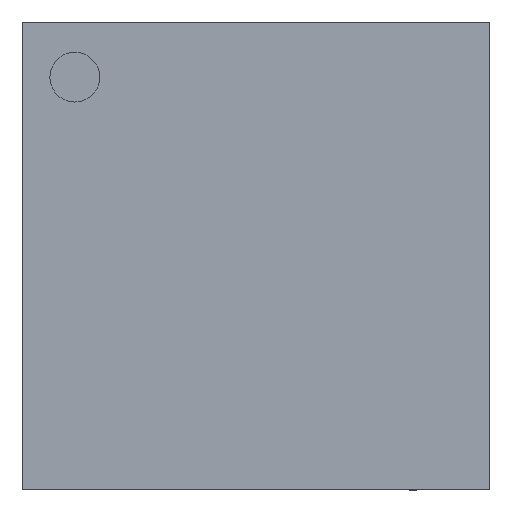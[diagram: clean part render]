
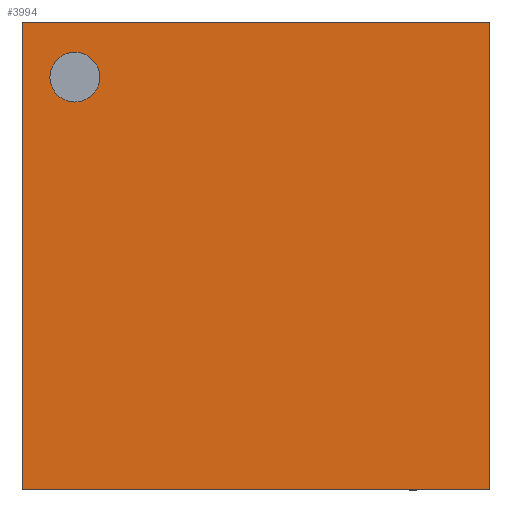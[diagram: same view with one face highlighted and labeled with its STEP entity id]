
A CAD part, top view. The second image highlights one B-rep face of the part: STEP entity #3994.
In plain terms, the highlighted planar face has unit normal (0, 0, 1).
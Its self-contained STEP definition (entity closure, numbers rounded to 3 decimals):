
#79 = DIRECTION ( 'NONE',  ( -1., 0., 0. ) ) ;
#122 = VECTOR ( 'NONE', #5443, 1000. ) ;
#157 = VERTEX_POINT ( 'NONE', #1778 ) ;
#485 = FACE_BOUND ( 'NONE', #5605, .T. ) ;
#642 = ORIENTED_EDGE ( 'NONE', *, *, #4986, .F. ) ;
#657 = ORIENTED_EDGE ( 'NONE', *, *, #1832, .F. ) ;
#683 = VECTOR ( 'NONE', #2567, 1000. ) ;
#885 = AXIS2_PLACEMENT_3D ( 'NONE', #5179, #4797, #3867 ) ;
#1004 = EDGE_CURVE ( 'NONE', #1631, #1487, #3381, .T. ) ;
#1006 = DIRECTION ( 'NONE',  ( 0., 0., -1. ) ) ;
#1072 = CIRCLE ( 'NONE', #2841, 0.213 ) ;
#1266 = LINE ( 'NONE', #4792, #683 ) ;
#1383 = CARTESIAN_POINT ( 'NONE',  ( -1.336, 1.528, 0.91 ) ) ;
#1458 = ORIENTED_EDGE ( 'NONE', *, *, #3672, .F. ) ;
#1487 = VERTEX_POINT ( 'NONE', #4174 ) ;
#1552 = AXIS2_PLACEMENT_3D ( 'NONE', #5384, #1006, #79 ) ;
#1631 = VERTEX_POINT ( 'NONE', #1383 ) ;
#1658 = LINE ( 'NONE', #2232, #1786 ) ;
#1778 = CARTESIAN_POINT ( 'NONE',  ( 2., 2., 0.91 ) ) ;
#1786 = VECTOR ( 'NONE', #3905, 1000. ) ;
#1832 = EDGE_CURVE ( 'NONE', #3050, #157, #2916, .T. ) ;
#2061 = DIRECTION ( 'NONE',  ( 1., 0., 0. ) ) ;
#2232 = CARTESIAN_POINT ( 'NONE',  ( -2., 2., 0.91 ) ) ;
#2253 = EDGE_CURVE ( 'NONE', #3050, #3010, #1658, .T. ) ;
#2291 = LINE ( 'NONE', #5379, #122 ) ;
#2421 = ORIENTED_EDGE ( 'NONE', *, *, #2253, .T. ) ;
#2567 = DIRECTION ( 'NONE',  ( 0., -1., 0. ) ) ;
#2825 = CARTESIAN_POINT ( 'NONE',  ( -1.549, 1.528, 0.91 ) ) ;
#2841 = AXIS2_PLACEMENT_3D ( 'NONE', #2825, #3315, #2914 ) ;
#2914 = DIRECTION ( 'NONE',  ( 1., 0., 0. ) ) ;
#2916 = LINE ( 'NONE', #5545, #3263 ) ;
#3010 = VERTEX_POINT ( 'NONE', #3702 ) ;
#3050 = VERTEX_POINT ( 'NONE', #3221 ) ;
#3101 = VERTEX_POINT ( 'NONE', #5123 ) ;
#3221 = CARTESIAN_POINT ( 'NONE',  ( -2., 2., 0.91 ) ) ;
#3263 = VECTOR ( 'NONE', #2061, 1000. ) ;
#3315 = DIRECTION ( 'NONE',  ( 0., 0., 1. ) ) ;
#3321 = EDGE_CURVE ( 'NONE', #3010, #3101, #2291, .T. ) ;
#3381 = CIRCLE ( 'NONE', #885, 0.213 ) ;
#3672 = EDGE_CURVE ( 'NONE', #157, #3101, #1266, .T. ) ;
#3702 = CARTESIAN_POINT ( 'NONE',  ( -2., -2., 0.91 ) ) ;
#3867 = DIRECTION ( 'NONE',  ( 1., 0., 0. ) ) ;
#3905 = DIRECTION ( 'NONE',  ( 0., -1., 0. ) ) ;
#3994 = ADVANCED_FACE ( 'NONE', ( #485, #3999 ), #4958, .F. ) ;
#3999 = FACE_OUTER_BOUND ( 'NONE', #5658, .T. ) ;
#4174 = CARTESIAN_POINT ( 'NONE',  ( -1.762, 1.528, 0.91 ) ) ;
#4480 = ORIENTED_EDGE ( 'NONE', *, *, #3321, .T. ) ;
#4792 = CARTESIAN_POINT ( 'NONE',  ( 2., 2., 0.91 ) ) ;
#4797 = DIRECTION ( 'NONE',  ( 0., 0., 1. ) ) ;
#4958 = PLANE ( 'NONE',  #1552 ) ;
#4986 = EDGE_CURVE ( 'NONE', #1487, #1631, #1072, .T. ) ;
#5123 = CARTESIAN_POINT ( 'NONE',  ( 2., -2., 0.91 ) ) ;
#5179 = CARTESIAN_POINT ( 'NONE',  ( -1.549, 1.528, 0.91 ) ) ;
#5379 = CARTESIAN_POINT ( 'NONE',  ( -2., -2., 0.91 ) ) ;
#5384 = CARTESIAN_POINT ( 'NONE',  ( 0., 0., 0.91 ) ) ;
#5443 = DIRECTION ( 'NONE',  ( 1., 0., 0. ) ) ;
#5545 = CARTESIAN_POINT ( 'NONE',  ( -2., 2., 0.91 ) ) ;
#5605 = EDGE_LOOP ( 'NONE', ( #5662, #642 ) ) ;
#5658 = EDGE_LOOP ( 'NONE', ( #657, #2421, #4480, #1458 ) ) ;
#5662 = ORIENTED_EDGE ( 'NONE', *, *, #1004, .F. ) ;
